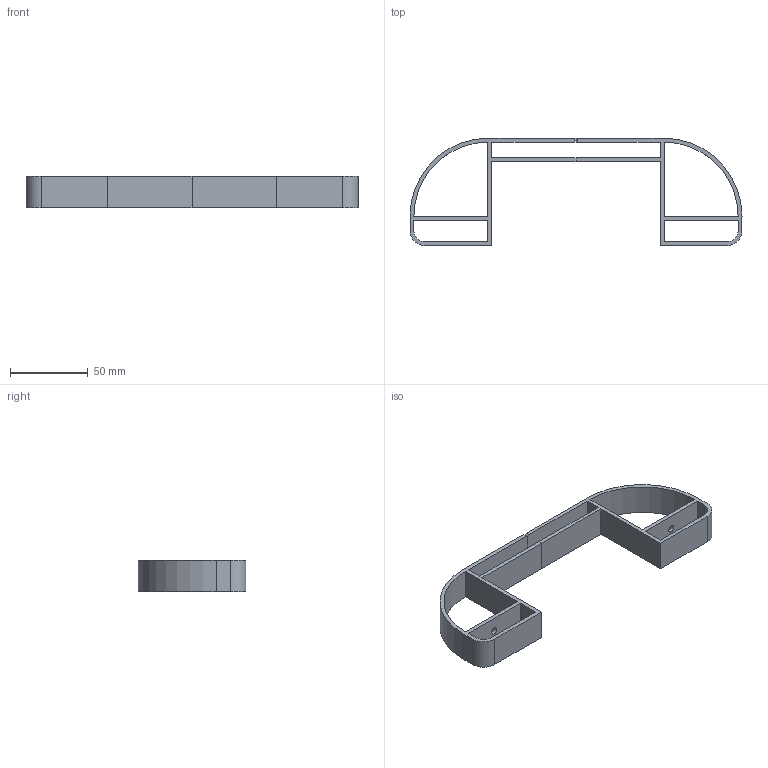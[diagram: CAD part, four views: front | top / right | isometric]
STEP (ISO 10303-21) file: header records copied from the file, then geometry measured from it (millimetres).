
FILE_DESCRIPTION(('FreeCAD Model'),'2;1');
FILE_NAME('Open CASCADE Shape Model','2023-09-21T09:33:09',('Author'),( ''),'Open CASCADE STEP processor 7.6','FreeCAD','Unknown');
FILE_SCHEMA(('AUTOMOTIVE_DESIGN { 1 0 10303 214 1 1 1 1 }'));
Length unit declared in the file: millimetre
Products named in the file (3): bumper_rear; bumper_symmetric_body; Clone (Mirror #1)
Assembly tree (2 placements, depth 2):
  bumper_rear
    bumper_symmetric_body
    Clone (Mirror #1)
Bounding box: 213 x 69 x 20 mm (x, y, z)
Volume: 36297.6 mm3; surface area: 32541.1 mm2
Topology: 2 solids, 2 shells, 50 faces, 138 edges, 92 vertices
Faces by surface type: plane 40, cylinder 10
Full cylindrical faces by diameter (mm): 4.5 x2
Entity records: 1672 total; most frequent: CARTESIAN_POINT 283, ORIENTED_EDGE 276, DIRECTION 264, EDGE_CURVE 138, LINE 118, VECTOR 118, VERTEX_POINT 92, AXIS2_PLACEMENT_3D 73
